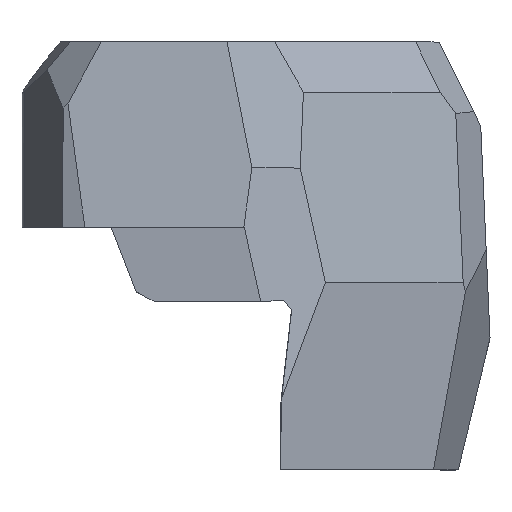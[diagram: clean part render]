
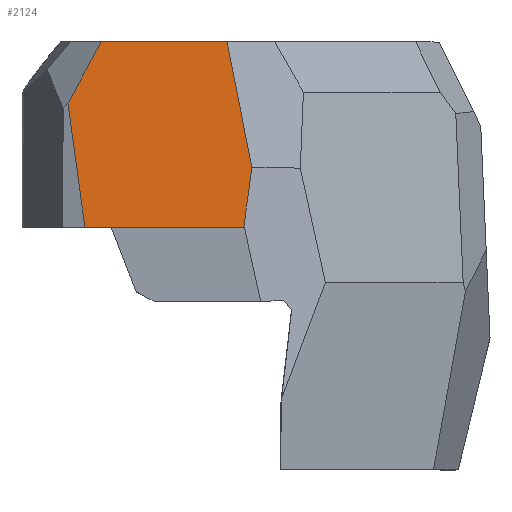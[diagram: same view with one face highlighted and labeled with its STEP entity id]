
A CAD part, top view. The second image highlights one B-rep face of the part: STEP entity #2124.
In plain terms, the highlighted planar face has unit normal (0, 0.038, 0.999).
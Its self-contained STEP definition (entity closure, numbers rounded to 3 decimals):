
#106=FACE_OUTER_BOUND('',#217,.T.);
#217=EDGE_LOOP('',(#1566,#1567,#1568,#1569,#1570,#1571));
#337=LINE('',#3015,#616);
#359=LINE('',#3283,#638);
#407=LINE('',#3385,#686);
#408=LINE('',#3388,#687);
#409=LINE('',#3389,#688);
#410=LINE('',#3390,#689);
#616=VECTOR('',#2436,10.);
#638=VECTOR('',#2482,10.);
#686=VECTOR('',#2566,10.);
#687=VECTOR('',#2569,10.);
#688=VECTOR('',#2570,10.);
#689=VECTOR('',#2571,10.);
#890=VERTEX_POINT('',#3012);
#891=VERTEX_POINT('',#3014);
#911=VERTEX_POINT('',#3281);
#946=VERTEX_POINT('',#3381);
#947=VERTEX_POINT('',#3383);
#948=VERTEX_POINT('',#3387);
#1107=EDGE_CURVE('',#890,#891,#337,.T.);
#1137=EDGE_CURVE('',#890,#911,#359,.T.);
#1188=EDGE_CURVE('',#946,#947,#407,.T.);
#1189=EDGE_CURVE('',#891,#948,#408,.T.);
#1190=EDGE_CURVE('',#911,#946,#409,.T.);
#1191=EDGE_CURVE('',#948,#947,#410,.F.);
#1566=ORIENTED_EDGE('',*,*,#1189,.F.);
#1567=ORIENTED_EDGE('',*,*,#1107,.F.);
#1568=ORIENTED_EDGE('',*,*,#1137,.T.);
#1569=ORIENTED_EDGE('',*,*,#1190,.T.);
#1570=ORIENTED_EDGE('',*,*,#1188,.T.);
#1571=ORIENTED_EDGE('',*,*,#1191,.F.);
#2024=PLANE('',#2259);
#2124=ADVANCED_FACE('',(#106),#2024,.T.);
#2259=AXIS2_PLACEMENT_3D('',#3386,#2567,#2568);
#2436=DIRECTION('',(-0.135,0.99,-0.038));
#2482=DIRECTION('',(1.,0.,0.));
#2566=DIRECTION('',(-0.193,0.98,-0.037));
#2567=DIRECTION('center_axis',(0.,0.038,
0.999));
#2568=DIRECTION('ref_axis',(1.,0.,0.));
#2569=DIRECTION('',(0.477,0.878,-0.034));
#2570=DIRECTION('',(0.135,0.99,-0.038));
#2571=DIRECTION('',(-1.,0.,0.));
#3012=CARTESIAN_POINT('',(-8.56,22.4,131.856));
#3014=CARTESIAN_POINT('',(-10.341,35.499,131.356));
#3015=CARTESIAN_POINT('',(-9.589,29.966,131.567));
#3281=CARTESIAN_POINT('',(8.242,22.4,131.856));
#3283=CARTESIAN_POINT('',(4.187,22.4,131.856));
#3381=CARTESIAN_POINT('',(9.096,28.68,131.616));
#3383=CARTESIAN_POINT('',(6.467,42.,131.107));
#3385=CARTESIAN_POINT('',(8.753,30.419,131.55));
#3386=CARTESIAN_POINT('Origin',(8.474,34.288,131.402));
#3387=CARTESIAN_POINT('',(-6.811,42.,131.107));
#3388=CARTESIAN_POINT('',(-9.057,37.864,131.265));
#3389=CARTESIAN_POINT('',(8.902,27.25,131.671));
#3390=CARTESIAN_POINT('',(11.784,42.,131.107));
